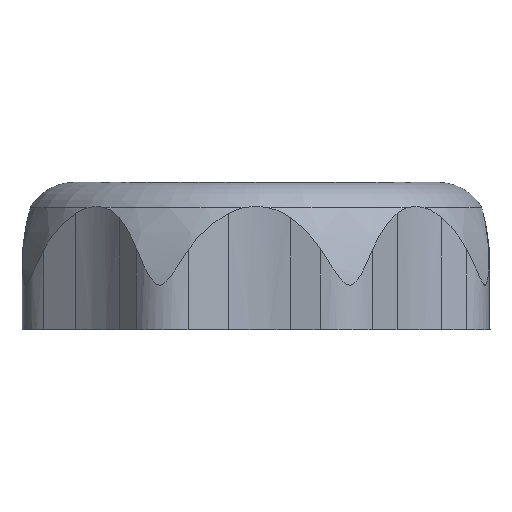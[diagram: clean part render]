
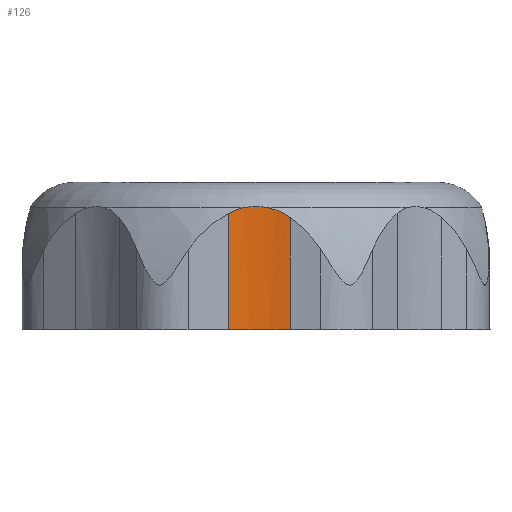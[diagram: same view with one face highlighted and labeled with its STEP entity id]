
A CAD part, left-side view. The second image highlights one B-rep face of the part: STEP entity #126.
In plain terms, the highlighted cylindrical face has radius 27.7 mm (diameter 55.4 mm), a partial arc.
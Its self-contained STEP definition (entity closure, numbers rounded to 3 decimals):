
#126 = ADVANCED_FACE( '', ( #2532 ), #2533, .F. );
#2532 = FACE_OUTER_BOUND( '', #7267, .T. );
#2533 = CYLINDRICAL_SURFACE( '', #7268, 27.7 );
#7267 = EDGE_LOOP( '', ( #12551, #12552, #12553, #12554, #12555, #12556 ) );
#7268 = AXIS2_PLACEMENT_3D( '', #12557, #12558, #12559 );
#12551 = ORIENTED_EDGE( '', *, *, #33284, .T. );
#12552 = ORIENTED_EDGE( '', *, *, #33132, .T. );
#12553 = ORIENTED_EDGE( '', *, *, #33285, .F. );
#12554 = ORIENTED_EDGE( '', *, *, #33286, .T. );
#12555 = ORIENTED_EDGE( '', *, *, #33287, .T. );
#12556 = ORIENTED_EDGE( '', *, *, #33288, .T. );
#12557 = CARTESIAN_POINT( '', ( -58., 0., 115.097 ) );
#12558 = DIRECTION( '', ( 0., 0., 1. ) );
#12559 = DIRECTION( '', ( 0.605, 0.796, 0. ) );
#33132 = EDGE_CURVE( '', #40192, #40190, #40193, .F. );
#33284 = EDGE_CURVE( '', #40448, #40192, #40449, .T. );
#33285 = EDGE_CURVE( '', #40450, #40190, #40451, .T. );
#33286 = EDGE_CURVE( '', #40450, #40452, #40453, .T. );
#33287 = EDGE_CURVE( '', #40452, #40454, #40455, .T. );
#33288 = EDGE_CURVE( '', #40454, #40448, #40456, .T. );
#40190 = VERTEX_POINT( '', #51984 );
#40192 = VERTEX_POINT( '', #51987 );
#40193 = CIRCLE( '', #51988, 27.7 );
#40448 = VERTEX_POINT( '', #52491 );
#40449 = LINE( '', #52492, #52493 );
#40450 = VERTEX_POINT( '', #52494 );
#40451 = LINE( '', #52495, #52496 );
#40452 = VERTEX_POINT( '', #52497 );
#40453 = B_SPLINE_CURVE_WITH_KNOTS( '', 3, ( #52498, #52499, #52500, #52501, #52502, #52503, #52504, #52505 ), .UNSPECIFIED., .F., .F., ( 4, 2, 2, 4 ), ( 0., 0.002, 0.003, 0.003 ), .UNSPECIFIED. );
#40454 = VERTEX_POINT( '', #52506 );
#40455 = B_SPLINE_CURVE_WITH_KNOTS( '', 3, ( #52507, #52508, #52509, #52510, #52511 ), .UNSPECIFIED., .F., .F., ( 4, 1, 4 ), ( 0., 0.002, 0.003 ), .UNSPECIFIED. );
#40456 = B_SPLINE_CURVE_WITH_KNOTS( '', 3, ( #52512, #52513, #52514, #52515 ), .UNSPECIFIED., .F., .F., ( 4, 4 ), ( 0., 0.002 ), .UNSPECIFIED. );
#51984 = CARTESIAN_POINT( '', ( -30.69, -4.634, 0. ) );
#51987 = CARTESIAN_POINT( '', ( -30.553, 3.732, 0. ) );
#51988 = AXIS2_PLACEMENT_3D( '', #81153, #81154, #81155 );
#52491 = CARTESIAN_POINT( '', ( -30.553, 3.732, 15.613 ) );
#52492 = CARTESIAN_POINT( '', ( -30.553, 3.732, 115.097 ) );
#52493 = VECTOR( '', #81356, 1000. );
#52494 = CARTESIAN_POINT( '', ( -30.69, -4.634, 15.055 ) );
#52495 = CARTESIAN_POINT( '', ( -30.69, -4.634, 115.097 ) );
#52496 = VECTOR( '', #81357, 1000. );
#52497 = CARTESIAN_POINT( '', ( -30.347, -1.605, 16.4 ) );
#52498 = CARTESIAN_POINT( '', ( -30.69, -4.634, 15.055 ) );
#52499 = CARTESIAN_POINT( '', ( -30.613, -4.178, 15.376 ) );
#52500 = CARTESIAN_POINT( '', ( -30.543, -3.699, 15.651 ) );
#52501 = CARTESIAN_POINT( '', ( -30.456, -2.942, 15.991 ) );
#52502 = CARTESIAN_POINT( '', ( -30.429, -2.684, 16.091 ) );
#52503 = CARTESIAN_POINT( '', ( -30.382, -2.153, 16.267 ) );
#52504 = CARTESIAN_POINT( '', ( -30.363, -1.88, 16.341 ) );
#52505 = CARTESIAN_POINT( '', ( -30.347, -1.605, 16.4 ) );
#52506 = CARTESIAN_POINT( '', ( -30.347, 1.605, 16.4 ) );
#52507 = CARTESIAN_POINT( '', ( -30.347, -1.605, 16.4 ) );
#52508 = CARTESIAN_POINT( '', ( -30.315, -1.07, 16.503 ) );
#52509 = CARTESIAN_POINT( '', ( -30.285, 0., 16.597 ) );
#52510 = CARTESIAN_POINT( '', ( -30.315, 1.07, 16.503 ) );
#52511 = CARTESIAN_POINT( '', ( -30.347, 1.605, 16.4 ) );
#52512 = CARTESIAN_POINT( '', ( -30.347, 1.605, 16.4 ) );
#52513 = CARTESIAN_POINT( '', ( -30.39, 2.354, 16.239 ) );
#52514 = CARTESIAN_POINT( '', ( -30.461, 3.061, 15.973 ) );
#52515 = CARTESIAN_POINT( '', ( -30.553, 3.732, 15.613 ) );
#81153 = CARTESIAN_POINT( '', ( -58., 0., 0. ) );
#81154 = DIRECTION( '', ( 0., 0., 1. ) );
#81155 = DIRECTION( '', ( 0.383, -0.924, 0. ) );
#81356 = DIRECTION( '', ( 0., 0., -1. ) );
#81357 = DIRECTION( '', ( 0., 0., -1. ) );
